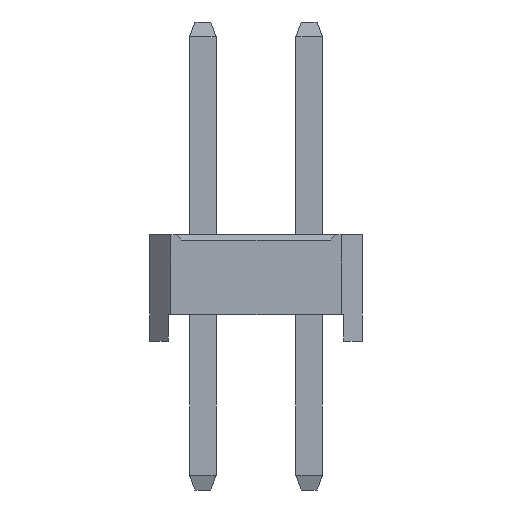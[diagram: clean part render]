
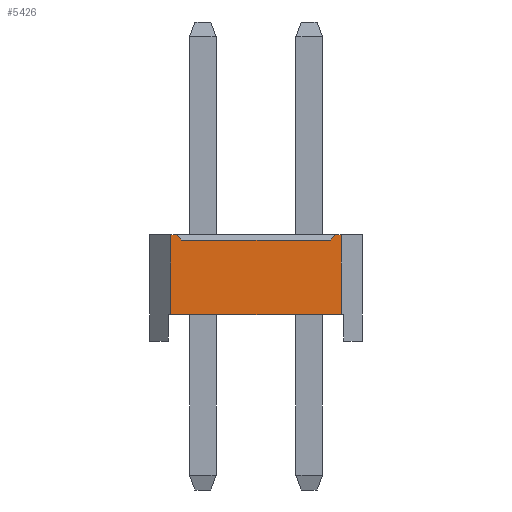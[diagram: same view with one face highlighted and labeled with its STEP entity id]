
A CAD part, left-side view. The second image highlights one B-rep face of the part: STEP entity #5426.
In plain terms, the highlighted planar face has unit normal (-1, 0, 0).
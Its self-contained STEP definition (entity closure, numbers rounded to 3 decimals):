
#5426=ADVANCED_FACE('',(#21764),#21766,.T.);
#21764=FACE_BOUND('',#21765,.T.);
#21765=EDGE_LOOP('',(#34535,#34536,#34537,#34538,#34539,#34540,#34541,#34542));
#21766=PLANE('',#21767);
#21767=AXIS2_PLACEMENT_3D('',#21768,#21769,#21770);
#21768=CARTESIAN_POINT('',(-1.,2.6,0.));
#21769=DIRECTION('',(-1.,0.,0.));
#21770=DIRECTION('',(0.,-1.,0.));
#34535=ORIENTED_EDGE('',*,*,#42418,.F.);
#34536=ORIENTED_EDGE('',*,*,#42419,.T.);
#34537=ORIENTED_EDGE('',*,*,#42420,.F.);
#34538=ORIENTED_EDGE('',*,*,#40651,.F.);
#34539=ORIENTED_EDGE('',*,*,#42421,.F.);
#34540=ORIENTED_EDGE('',*,*,#40004,.T.);
#34541=ORIENTED_EDGE('',*,*,#42417,.T.);
#34542=ORIENTED_EDGE('',*,*,#40655,.F.);
#40004=EDGE_CURVE('',#44545,#44543,#44546,.T.);
#40651=EDGE_CURVE('',#45837,#45839,#45840,.T.);
#40655=EDGE_CURVE('',#45845,#45847,#45848,.T.);
#42417=EDGE_CURVE('',#44543,#45847,#48774,.T.);
#42418=EDGE_CURVE('',#48775,#45845,#48776,.F.);
#42419=EDGE_CURVE('',#48775,#48777,#48778,.T.);
#42420=EDGE_CURVE('',#45839,#48777,#48779,.F.);
#42421=EDGE_CURVE('',#44545,#45837,#48780,.T.);
#44543=VERTEX_POINT('',#51906);
#44545=VERTEX_POINT('',#51910);
#44546=LINE('',#51911,#51912);
#45837=VERTEX_POINT('',#54494);
#45839=VERTEX_POINT('',#54498);
#45840=LINE('',#54499,#54500);
#45845=VERTEX_POINT('',#54510);
#45847=VERTEX_POINT('',#54514);
#45848=LINE('',#54515,#54516);
#48774=LINE('',#60965,#60966);
#48775=VERTEX_POINT('',#60968);
#48776=LINE('',#60969,#60970);
#48777=VERTEX_POINT('',#60972);
#48778=LINE('',#60973,#60974);
#48779=LINE('',#60976,#60977);
#48780=LINE('',#60979,#60980);
#51906=CARTESIAN_POINT('',(-1.,-0.6,0.5));
#51910=CARTESIAN_POINT('',(-1.,2.6,0.5));
#51911=CARTESIAN_POINT('',(-1.,2.6,0.5));
#51912=VECTOR('',#51913,1.);
#51913=DIRECTION('',(0.,-1.,0.));
#54494=CARTESIAN_POINT('',(-1.,2.6,2.));
#54498=CARTESIAN_POINT('',(-1.,2.5,2.));
#54499=CARTESIAN_POINT('',(-1.,2.6,2.));
#54500=VECTOR('',#54501,1.);
#54501=DIRECTION('',(0.,-1.,0.));
#54510=CARTESIAN_POINT('',(-1.,-0.5,2.));
#54514=CARTESIAN_POINT('',(-1.,-0.6,2.));
#54515=CARTESIAN_POINT('',(-1.,-0.5,2.));
#54516=VECTOR('',#54517,1.);
#54517=DIRECTION('',(0.,-1.,0.));
#60965=CARTESIAN_POINT('',(-1.,-0.6,0.5));
#60966=VECTOR('',#60967,1.);
#60967=DIRECTION('',(0.,0.,1.));
#60968=CARTESIAN_POINT('',(-1.,-0.4,1.9));
#60969=CARTESIAN_POINT('',(-1.,-0.5,2.));
#60970=VECTOR('',#60971,1.);
#60971=DIRECTION('',(0.,0.707,-0.707));
#60972=CARTESIAN_POINT('',(-1.,2.4,1.9));
#60973=CARTESIAN_POINT('',(-1.,-0.4,1.9));
#60974=VECTOR('',#60975,1.);
#60975=DIRECTION('',(0.,1.,0.));
#60976=CARTESIAN_POINT('',(-1.,2.4,1.9));
#60977=VECTOR('',#60978,1.);
#60978=DIRECTION('',(0.,0.707,0.707));
#60979=CARTESIAN_POINT('',(-1.,2.6,0.5));
#60980=VECTOR('',#60981,1.);
#60981=DIRECTION('',(0.,0.,1.));
